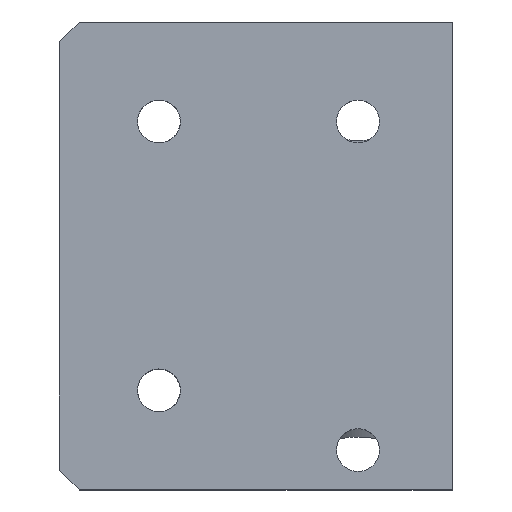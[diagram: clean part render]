
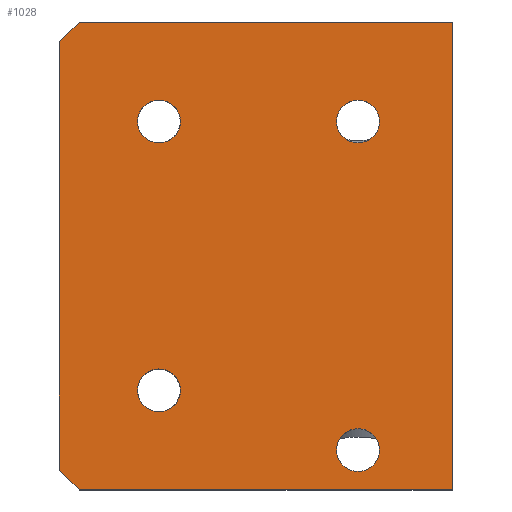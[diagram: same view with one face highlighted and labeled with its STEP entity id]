
A CAD part, top view. The second image highlights one B-rep face of the part: STEP entity #1028.
In plain terms, the highlighted planar face has unit normal (0, 0, 1).
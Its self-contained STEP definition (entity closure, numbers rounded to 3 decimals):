
#56=LINE('',#1621,#148);
#59=LINE('',#1636,#151);
#60=LINE('',#1638,#152);
#61=LINE('',#1640,#153);
#62=LINE('',#1642,#154);
#63=LINE('',#1644,#155);
#148=VECTOR('',#1269,1000.);
#151=VECTOR('',#1284,1000.);
#152=VECTOR('',#1285,1000.);
#153=VECTOR('',#1286,1000.);
#154=VECTOR('',#1287,1000.);
#155=VECTOR('',#1288,1000.);
#225=PLANE('',#1118);
#309=ORIENTED_EDGE('',*,*,#593,.F.);
#310=ORIENTED_EDGE('',*,*,#594,.F.);
#311=ORIENTED_EDGE('',*,*,#595,.F.);
#312=ORIENTED_EDGE('',*,*,#596,.F.);
#313=ORIENTED_EDGE('',*,*,#597,.F.);
#314=ORIENTED_EDGE('',*,*,#598,.T.);
#315=ORIENTED_EDGE('',*,*,#599,.F.);
#316=ORIENTED_EDGE('',*,*,#600,.T.);
#317=ORIENTED_EDGE('',*,*,#601,.T.);
#318=ORIENTED_EDGE('',*,*,#590,.F.);
#590=EDGE_CURVE('',#732,#733,#56,.T.);
#593=EDGE_CURVE('',#735,#735,#806,.T.);
#594=EDGE_CURVE('',#736,#736,#807,.T.);
#595=EDGE_CURVE('',#737,#737,#808,.T.);
#596=EDGE_CURVE('',#738,#738,#809,.T.);
#597=EDGE_CURVE('',#739,#732,#59,.T.);
#598=EDGE_CURVE('',#739,#740,#60,.F.);
#599=EDGE_CURVE('',#741,#740,#61,.T.);
#600=EDGE_CURVE('',#741,#742,#62,.F.);
#601=EDGE_CURVE('',#742,#733,#63,.T.);
#732=VERTEX_POINT('',#1620);
#733=VERTEX_POINT('',#1622);
#735=VERTEX_POINT('',#1629);
#736=VERTEX_POINT('',#1631);
#737=VERTEX_POINT('',#1633);
#738=VERTEX_POINT('',#1635);
#739=VERTEX_POINT('',#1637);
#740=VERTEX_POINT('',#1639);
#741=VERTEX_POINT('',#1641);
#742=VERTEX_POINT('',#1643);
#806=CIRCLE('',#1119,2.15);
#807=CIRCLE('',#1120,2.15);
#808=CIRCLE('',#1121,2.15);
#809=CIRCLE('',#1122,2.15);
#847=EDGE_LOOP('',(#309));
#848=EDGE_LOOP('',(#310));
#849=EDGE_LOOP('',(#311));
#850=EDGE_LOOP('',(#312));
#851=EDGE_LOOP('',(#313,#314,#315,#316,#317,#318));
#931=FACE_BOUND('',#847,.T.);
#932=FACE_BOUND('',#848,.T.);
#933=FACE_BOUND('',#849,.T.);
#934=FACE_BOUND('',#850,.T.);
#935=FACE_BOUND('',#851,.T.);
#1028=ADVANCED_FACE('',(#931,#932,#933,#934,#935),#225,.T.);
#1118=AXIS2_PLACEMENT_3D('',#1627,#1274,#1275);
#1119=AXIS2_PLACEMENT_3D('',#1628,#1276,#1277);
#1120=AXIS2_PLACEMENT_3D('',#1630,#1278,#1279);
#1121=AXIS2_PLACEMENT_3D('',#1632,#1280,#1281);
#1122=AXIS2_PLACEMENT_3D('',#1634,#1282,#1283);
#1269=DIRECTION('',(0.,-1.,0.));
#1274=DIRECTION('',(0.,0.,1.));
#1275=DIRECTION('',(1.,0.,0.));
#1276=DIRECTION('',(0.,0.,1.));
#1277=DIRECTION('',(1.,0.,0.));
#1278=DIRECTION('',(0.,0.,1.));
#1279=DIRECTION('',(1.,0.,0.));
#1280=DIRECTION('',(0.,0.,1.));
#1281=DIRECTION('',(1.,0.,0.));
#1282=DIRECTION('',(0.,0.,1.));
#1283=DIRECTION('',(1.,0.,0.));
#1284=DIRECTION('',(1.,0.,0.));
#1285=DIRECTION('',(0.707,0.707,0.));
#1286=DIRECTION('',(0.,1.,0.));
#1287=DIRECTION('',(-0.707,0.707,0.));
#1288=DIRECTION('',(1.,0.,0.));
#1620=CARTESIAN_POINT('',(29.5,245.,-235.));
#1621=CARTESIAN_POINT('',(29.5,245.,-235.));
#1622=CARTESIAN_POINT('',(29.5,198.,-235.));
#1627=CARTESIAN_POINT('',(-171.47,245.,-235.));
#1628=CARTESIAN_POINT('',(0.,208.,-235.));
#1629=CARTESIAN_POINT('',(2.15,208.,-235.));
#1630=CARTESIAN_POINT('',(0.,235.,-235.));
#1631=CARTESIAN_POINT('',(2.15,235.,-235.));
#1632=CARTESIAN_POINT('',(20.,202.,-235.));
#1633=CARTESIAN_POINT('',(22.15,202.,-235.));
#1634=CARTESIAN_POINT('',(20.,235.,-235.));
#1635=CARTESIAN_POINT('',(22.15,235.,-235.));
#1636=CARTESIAN_POINT('',(-171.47,245.,-235.));
#1637=CARTESIAN_POINT('',(-8.,245.,-235.));
#1638=CARTESIAN_POINT('',(-89.735,163.265,-235.));
#1639=CARTESIAN_POINT('',(-10.,243.,-235.));
#1640=CARTESIAN_POINT('',(-10.,198.,-235.));
#1641=CARTESIAN_POINT('',(-10.,200.,-235.));
#1642=CARTESIAN_POINT('',(-113.235,303.235,-235.));
#1643=CARTESIAN_POINT('',(-8.,198.,-235.));
#1644=CARTESIAN_POINT('',(-171.47,198.,-235.));
